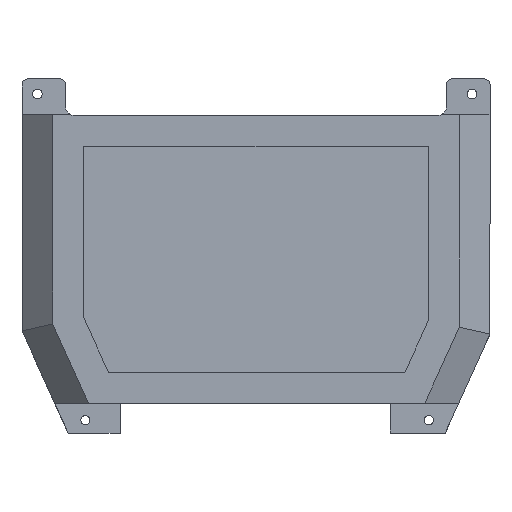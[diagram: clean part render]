
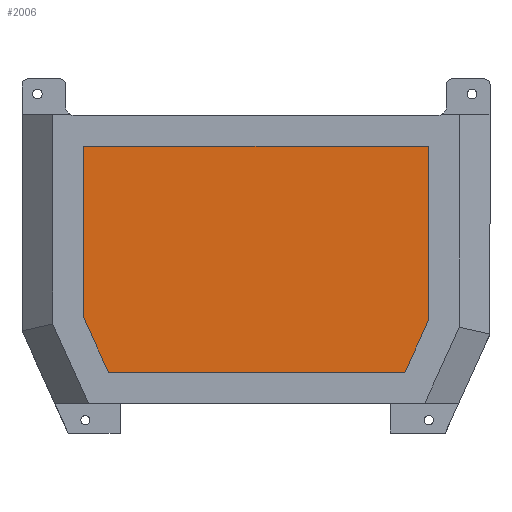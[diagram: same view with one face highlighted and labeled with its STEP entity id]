
A CAD part, top view. The second image highlights one B-rep face of the part: STEP entity #2006.
In plain terms, the highlighted planar face has unit normal (0, 0, 1).
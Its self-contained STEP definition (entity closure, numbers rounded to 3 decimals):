
#9 = ORIENTED_EDGE ( 'NONE', *, *, #446, .T. ) ;
#19 = CARTESIAN_POINT ( 'NONE',  ( -194.586, -41.635, 41. ) ) ;
#134 = DIRECTION ( 'NONE',  ( -1., 0., 0. ) ) ;
#180 = DIRECTION ( 'NONE',  ( 0., 1., 0. ) ) ;
#182 = FACE_OUTER_BOUND ( 'NONE', #399, .T. ) ;
#189 = VECTOR ( 'NONE', #2782, 1000. ) ;
#206 = CARTESIAN_POINT ( 'NONE',  ( -202.659, 31.724, 41. ) ) ;
#382 = LINE ( 'NONE', #849, #2030 ) ;
#397 = CARTESIAN_POINT ( 'NONE',  ( -90.797, -24.819, 41. ) ) ;
#399 = EDGE_LOOP ( 'NONE', ( #1769, #9, #1268, #1797, #1062, #999 ) ) ;
#403 = CARTESIAN_POINT ( 'NONE',  ( -194.586, -41.635, 41. ) ) ;
#408 = PLANE ( 'NONE',  #2363 ) ;
#446 = EDGE_CURVE ( 'NONE', #2230, #1196, #1730, .T. ) ;
#810 = EDGE_CURVE ( 'NONE', #2716, #1738, #382, .T. ) ;
#849 = CARTESIAN_POINT ( 'NONE',  ( -202.659, -23.8, 41. ) ) ;
#879 = VECTOR ( 'NONE', #1964, 1000. ) ;
#911 = CARTESIAN_POINT ( 'NONE',  ( -90.797, -24.819, 41. ) ) ;
#926 = CARTESIAN_POINT ( 'NONE',  ( -202.659, -23.8, 41. ) ) ;
#999 = ORIENTED_EDGE ( 'NONE', *, *, #1706, .T. ) ;
#1039 = LINE ( 'NONE', #1269, #2670 ) ;
#1060 = DIRECTION ( 'NONE',  ( 0., 0., 1. ) ) ;
#1062 = ORIENTED_EDGE ( 'NONE', *, *, #810, .T. ) ;
#1196 = VERTEX_POINT ( 'NONE', #1876 ) ;
#1232 = DIRECTION ( 'NONE',  ( 1., 0., 0. ) ) ;
#1261 = DIRECTION ( 'NONE',  ( 0.412, -0.911, 0. ) ) ;
#1268 = ORIENTED_EDGE ( 'NONE', *, *, #2486, .T. ) ;
#1269 = CARTESIAN_POINT ( 'NONE',  ( -98.408, -41.635, 41. ) ) ;
#1463 = CARTESIAN_POINT ( 'NONE',  ( -90.797, 31.724, 41. ) ) ;
#1591 = CARTESIAN_POINT ( 'NONE',  ( -98.408, -41.635, 41. ) ) ;
#1660 = EDGE_CURVE ( 'NONE', #2328, #2230, #1039, .T. ) ;
#1672 = CARTESIAN_POINT ( 'NONE',  ( -202.659, 31.724, 41. ) ) ;
#1706 = EDGE_CURVE ( 'NONE', #1738, #2328, #2382, .T. ) ;
#1730 = LINE ( 'NONE', #397, #2210 ) ;
#1738 = VERTEX_POINT ( 'NONE', #19 ) ;
#1769 = ORIENTED_EDGE ( 'NONE', *, *, #1660, .T. ) ;
#1797 = ORIENTED_EDGE ( 'NONE', *, *, #2248, .T. ) ;
#1876 = CARTESIAN_POINT ( 'NONE',  ( -90.797, 31.724, 41. ) ) ;
#1964 = DIRECTION ( 'NONE',  ( 0., -1., 0. ) ) ;
#2006 = ADVANCED_FACE ( 'NONE', ( #182 ), #408, .T. ) ;
#2030 = VECTOR ( 'NONE', #1261, 1000. ) ;
#2046 = VERTEX_POINT ( 'NONE', #1672 ) ;
#2088 = VECTOR ( 'NONE', #134, 1000. ) ;
#2188 = LINE ( 'NONE', #206, #879 ) ;
#2210 = VECTOR ( 'NONE', #180, 1000. ) ;
#2230 = VERTEX_POINT ( 'NONE', #911 ) ;
#2248 = EDGE_CURVE ( 'NONE', #2046, #2716, #2188, .T. ) ;
#2328 = VERTEX_POINT ( 'NONE', #1591 ) ;
#2363 = AXIS2_PLACEMENT_3D ( 'NONE', #2388, #1060, #1232 ) ;
#2382 = LINE ( 'NONE', #403, #189 ) ;
#2388 = CARTESIAN_POINT ( 'NONE',  ( 0., 0., 41. ) ) ;
#2392 = DIRECTION ( 'NONE',  ( 0.412, 0.911, 0. ) ) ;
#2486 = EDGE_CURVE ( 'NONE', #1196, #2046, #2560, .T. ) ;
#2560 = LINE ( 'NONE', #1463, #2088 ) ;
#2670 = VECTOR ( 'NONE', #2392, 1000. ) ;
#2716 = VERTEX_POINT ( 'NONE', #926 ) ;
#2782 = DIRECTION ( 'NONE',  ( 1., 0., 0. ) ) ;
